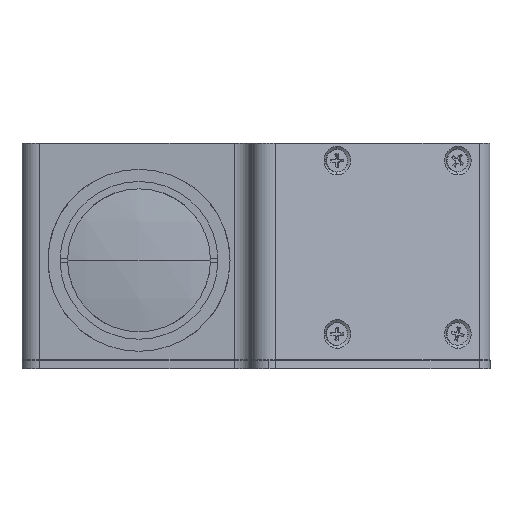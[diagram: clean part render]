
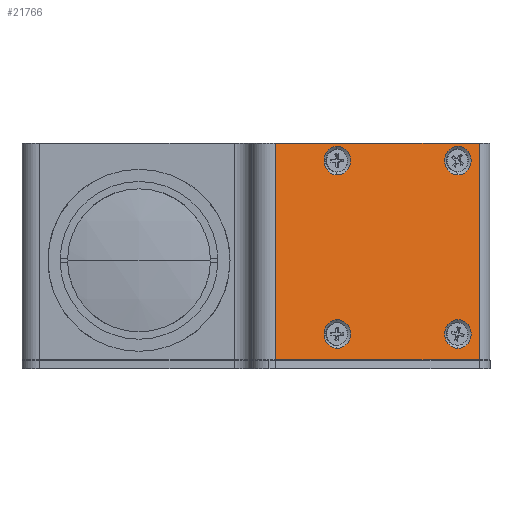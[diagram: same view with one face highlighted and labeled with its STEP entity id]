
A CAD part, left-side view. The second image highlights one B-rep face of the part: STEP entity #21766.
In plain terms, the highlighted planar face has unit normal (-0.927, -0.375, 0).
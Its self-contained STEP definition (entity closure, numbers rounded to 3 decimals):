
#18 = DIRECTION ( 'NONE',  ( 0., 0., 1. ) ) ;
#192 = LINE ( 'NONE', #3643, #8927 ) ;
#206 = EDGE_CURVE ( 'NONE', #23463, #5246, #4630, .T. ) ;
#225 = DIRECTION ( 'NONE',  ( -0.375, 0.927, 0. ) ) ;
#592 = EDGE_CURVE ( 'NONE', #14558, #22481, #12495, .T. ) ;
#664 = FACE_BOUND ( 'NONE', #12441, .T. ) ;
#782 = EDGE_CURVE ( 'NONE', #15355, #8599, #4034, .T. ) ;
#821 = AXIS2_PLACEMENT_3D ( 'NONE', #15173, #4025, #17031 ) ;
#1273 = DIRECTION ( 'NONE',  ( 0., 0., 1. ) ) ;
#1352 = DIRECTION ( 'NONE',  ( -0.927, -0.375, 0. ) ) ;
#2417 = DIRECTION ( 'NONE',  ( -0.927, -0.375, 0. ) ) ;
#2452 = ORIENTED_EDGE ( 'NONE', *, *, #592, .F. ) ;
#2457 = CARTESIAN_POINT ( 'NONE',  ( 42.825, -78.498, -23. ) ) ;
#3001 = CARTESIAN_POINT ( 'NONE',  ( 40.838, -73.583, 23. ) ) ;
#3053 = CARTESIAN_POINT ( 'NONE',  ( 40.838, -73.583, 26.3 ) ) ;
#3136 = AXIS2_PLACEMENT_3D ( 'NONE', #14956, #12761, #12845 ) ;
#3362 = DIRECTION ( 'NONE',  ( -0.927, -0.375, 0. ) ) ;
#3411 = EDGE_LOOP ( 'NONE', ( #15291, #22784 ) ) ;
#3413 = AXIS2_PLACEMENT_3D ( 'NONE', #12497, #1352, #14358 ) ;
#3592 = EDGE_CURVE ( 'NONE', #14558, #20284, #192, .T. ) ;
#3610 = EDGE_LOOP ( 'NONE', ( #8821, #15742 ) ) ;
#3643 = CARTESIAN_POINT ( 'NONE',  ( 42.825, -78.498, 2. ) ) ;
#4006 = CARTESIAN_POINT ( 'NONE',  ( 40.838, -73.583, -13.7 ) ) ;
#4025 = DIRECTION ( 'NONE',  ( -0.927, -0.375, 0. ) ) ;
#4034 = CIRCLE ( 'NONE', #11424, 3.3 ) ;
#4630 = CIRCLE ( 'NONE', #3136, 3.3 ) ;
#4744 = ORIENTED_EDGE ( 'NONE', *, *, #782, .F. ) ;
#4759 = CARTESIAN_POINT ( 'NONE',  ( 29.6, -45.767, -20.3 ) ) ;
#4853 = EDGE_CURVE ( 'NONE', #5246, #23463, #19188, .T. ) ;
#4854 = DIRECTION ( 'NONE',  ( 0., 0., 1. ) ) ;
#4943 = CARTESIAN_POINT ( 'NONE',  ( 23.844, -31.52, 27. ) ) ;
#5246 = VERTEX_POINT ( 'NONE', #4759 ) ;
#5488 = VECTOR ( 'NONE', #22058, 1000. ) ;
#5768 = ORIENTED_EDGE ( 'NONE', *, *, #3592, .T. ) ;
#5925 = ORIENTED_EDGE ( 'NONE', *, *, #8895, .F. ) ;
#6578 = EDGE_CURVE ( 'NONE', #9283, #15417, #13655, .T. ) ;
#6617 = AXIS2_PLACEMENT_3D ( 'NONE', #3001, #15990, #4854 ) ;
#6839 = CIRCLE ( 'NONE', #23767, 3.3 ) ;
#7160 = EDGE_CURVE ( 'NONE', #7558, #20284, #10434, .T. ) ;
#7558 = VERTEX_POINT ( 'NONE', #4943 ) ;
#8599 = VERTEX_POINT ( 'NONE', #11172 ) ;
#8821 = ORIENTED_EDGE ( 'NONE', *, *, #17410, .F. ) ;
#8895 = EDGE_CURVE ( 'NONE', #20565, #9454, #19307, .T. ) ;
#8927 = VECTOR ( 'NONE', #11131, 1000. ) ;
#9283 = VERTEX_POINT ( 'NONE', #21262 ) ;
#9369 = AXIS2_PLACEMENT_3D ( 'NONE', #14499, #3362, #16361 ) ;
#9454 = VERTEX_POINT ( 'NONE', #23494 ) ;
#9508 = CARTESIAN_POINT ( 'NONE',  ( 29.6, -45.767, 23. ) ) ;
#9751 = EDGE_LOOP ( 'NONE', ( #5925, #17935 ) ) ;
#9972 = FACE_OUTER_BOUND ( 'NONE', #13346, .T. ) ;
#10434 = LINE ( 'NONE', #10884, #5488 ) ;
#10808 = CARTESIAN_POINT ( 'NONE',  ( 29.6, -45.767, -13.7 ) ) ;
#10884 = CARTESIAN_POINT ( 'NONE',  ( 45.334, -84.709, 27. ) ) ;
#11131 = DIRECTION ( 'NONE',  ( 0., 0., 1. ) ) ;
#11172 = CARTESIAN_POINT ( 'NONE',  ( 40.838, -73.583, -20.3 ) ) ;
#11188 = DIRECTION ( 'NONE',  ( -0.927, -0.375, 0. ) ) ;
#11374 = DIRECTION ( 'NONE',  ( 0., 0., 1. ) ) ;
#11386 = VECTOR ( 'NONE', #14048, 1000. ) ;
#11424 = AXIS2_PLACEMENT_3D ( 'NONE', #22286, #11188, #18 ) ;
#11457 = PLANE ( 'NONE',  #821 ) ;
#12041 = AXIS2_PLACEMENT_3D ( 'NONE', #9508, #22477, #11374 ) ;
#12413 = DIRECTION ( 'NONE',  ( -0.927, -0.375, 0. ) ) ;
#12441 = EDGE_LOOP ( 'NONE', ( #4744, #17993 ) ) ;
#12495 = LINE ( 'NONE', #16966, #21769 ) ;
#12497 = CARTESIAN_POINT ( 'NONE',  ( 29.6, -45.767, 23. ) ) ;
#12761 = DIRECTION ( 'NONE',  ( -0.927, -0.375, 0. ) ) ;
#12845 = DIRECTION ( 'NONE',  ( 0., 0., 1. ) ) ;
#13346 = EDGE_LOOP ( 'NONE', ( #2452, #5768, #13980, #21911 ) ) ;
#13546 = CARTESIAN_POINT ( 'NONE',  ( 40.838, -73.583, -17. ) ) ;
#13655 = CIRCLE ( 'NONE', #12041, 3.3 ) ;
#13744 = CIRCLE ( 'NONE', #23663, 3.3 ) ;
#13980 = ORIENTED_EDGE ( 'NONE', *, *, #7160, .F. ) ;
#14048 = DIRECTION ( 'NONE',  ( 0., 0., -1. ) ) ;
#14358 = DIRECTION ( 'NONE',  ( 0., 0., 1. ) ) ;
#14499 = CARTESIAN_POINT ( 'NONE',  ( 29.6, -45.767, -17. ) ) ;
#14558 = VERTEX_POINT ( 'NONE', #2457 ) ;
#14917 = FACE_BOUND ( 'NONE', #3610, .T. ) ;
#14956 = CARTESIAN_POINT ( 'NONE',  ( 29.6, -45.767, -17. ) ) ;
#15173 = CARTESIAN_POINT ( 'NONE',  ( 33.402, -55.178, 2. ) ) ;
#15291 = ORIENTED_EDGE ( 'NONE', *, *, #206, .F. ) ;
#15355 = VERTEX_POINT ( 'NONE', #4006 ) ;
#15404 = DIRECTION ( 'NONE',  ( 0., 0., 1. ) ) ;
#15417 = VERTEX_POINT ( 'NONE', #17169 ) ;
#15742 = ORIENTED_EDGE ( 'NONE', *, *, #6578, .F. ) ;
#15990 = DIRECTION ( 'NONE',  ( -0.927, -0.375, 0. ) ) ;
#16295 = LINE ( 'NONE', #21427, #11386 ) ;
#16361 = DIRECTION ( 'NONE',  ( 0., 0., 1. ) ) ;
#16708 = CIRCLE ( 'NONE', #3413, 3.3 ) ;
#16966 = CARTESIAN_POINT ( 'NONE',  ( 45.334, -84.709, -23. ) ) ;
#17031 = DIRECTION ( 'NONE',  ( 0., 0., 1. ) ) ;
#17169 = CARTESIAN_POINT ( 'NONE',  ( 29.6, -45.767, 26.3 ) ) ;
#17400 = EDGE_CURVE ( 'NONE', #9454, #20565, #6839, .T. ) ;
#17410 = EDGE_CURVE ( 'NONE', #15417, #9283, #16708, .T. ) ;
#17935 = ORIENTED_EDGE ( 'NONE', *, *, #17400, .F. ) ;
#17993 = ORIENTED_EDGE ( 'NONE', *, *, #21844, .F. ) ;
#19188 = CIRCLE ( 'NONE', #9369, 3.3 ) ;
#19307 = CIRCLE ( 'NONE', #6617, 3.3 ) ;
#19840 = FACE_BOUND ( 'NONE', #9751, .T. ) ;
#20284 = VERTEX_POINT ( 'NONE', #20700 ) ;
#20442 = FACE_BOUND ( 'NONE', #3411, .T. ) ;
#20565 = VERTEX_POINT ( 'NONE', #3053 ) ;
#20700 = CARTESIAN_POINT ( 'NONE',  ( 42.825, -78.498, 27. ) ) ;
#21262 = CARTESIAN_POINT ( 'NONE',  ( 29.6, -45.767, 19.7 ) ) ;
#21427 = CARTESIAN_POINT ( 'NONE',  ( 23.844, -31.52, 2. ) ) ;
#21766 = ADVANCED_FACE ( 'NONE', ( #19840, #664, #20442, #14917, #9972 ), #11457, .T. ) ;
#21769 = VECTOR ( 'NONE', #225, 1000. ) ;
#21844 = EDGE_CURVE ( 'NONE', #8599, #15355, #13744, .T. ) ;
#21911 = ORIENTED_EDGE ( 'NONE', *, *, #23300, .T. ) ;
#22058 = DIRECTION ( 'NONE',  ( 0.375, -0.927, 0. ) ) ;
#22286 = CARTESIAN_POINT ( 'NONE',  ( 40.838, -73.583, -17. ) ) ;
#22477 = DIRECTION ( 'NONE',  ( -0.927, -0.375, 0. ) ) ;
#22481 = VERTEX_POINT ( 'NONE', #22644 ) ;
#22644 = CARTESIAN_POINT ( 'NONE',  ( 23.844, -31.52, -23. ) ) ;
#22784 = ORIENTED_EDGE ( 'NONE', *, *, #4853, .F. ) ;
#23300 = EDGE_CURVE ( 'NONE', #7558, #22481, #16295, .T. ) ;
#23463 = VERTEX_POINT ( 'NONE', #10808 ) ;
#23494 = CARTESIAN_POINT ( 'NONE',  ( 40.838, -73.583, 19.7 ) ) ;
#23497 = CARTESIAN_POINT ( 'NONE',  ( 40.838, -73.583, 23. ) ) ;
#23663 = AXIS2_PLACEMENT_3D ( 'NONE', #13546, #2417, #15404 ) ;
#23767 = AXIS2_PLACEMENT_3D ( 'NONE', #23497, #12413, #1273 ) ;
